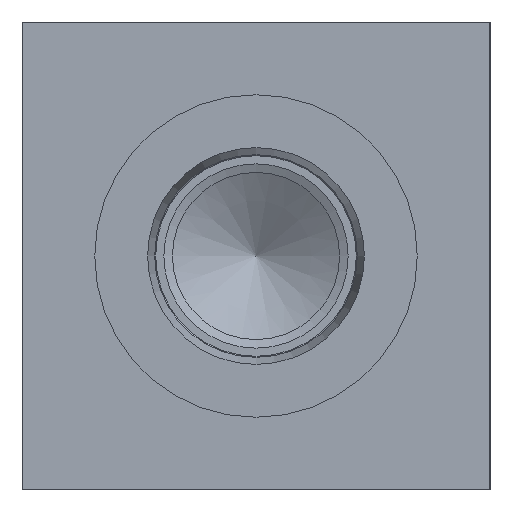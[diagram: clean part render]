
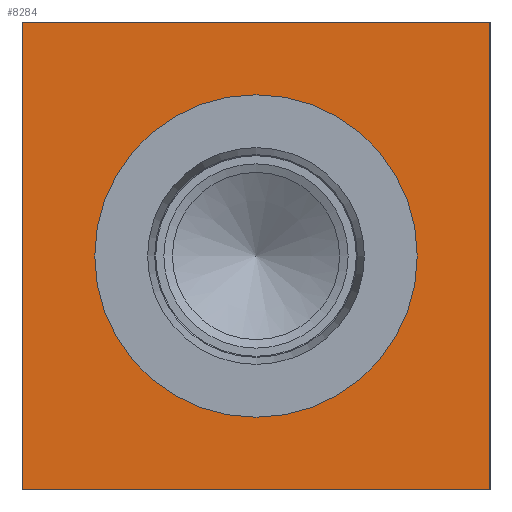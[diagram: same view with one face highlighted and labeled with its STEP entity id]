
A CAD part, left-side view. The second image highlights one B-rep face of the part: STEP entity #8284.
In plain terms, the highlighted planar face has unit normal (-1, 0, 0).
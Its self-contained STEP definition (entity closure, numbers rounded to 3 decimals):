
#260=CIRCLE('',#8759,15.316);
#261=CIRCLE('',#8760,15.316);
#319=FACE_BOUND('',#1449,.T.);
#543=PLANE('',#8773);
#971=FACE_OUTER_BOUND('',#1448,.T.);
#1448=EDGE_LOOP('',(#7374,#7375,#7376,#7377));
#1449=EDGE_LOOP('',(#7378,#7379));
#1727=LINE('',#13035,#2437);
#2167=LINE('',#14564,#2877);
#2168=LINE('',#14565,#2878);
#2169=LINE('',#14566,#2879);
#2437=VECTOR('',#9157,10.);
#2877=VECTOR('',#10423,10.);
#2878=VECTOR('',#10424,10.);
#2879=VECTOR('',#10425,10.);
#3493=VERTEX_POINT('',#13028);
#3496=VERTEX_POINT('',#13033);
#3921=VERTEX_POINT('',#14533);
#3922=VERTEX_POINT('',#14534);
#3931=VERTEX_POINT('',#14562);
#3932=VERTEX_POINT('',#14563);
#4439=EDGE_CURVE('',#3496,#3493,#1727,.T.);
#5073=EDGE_CURVE('',#3921,#3922,#260,.T.);
#5074=EDGE_CURVE('',#3922,#3921,#261,.T.);
#5087=EDGE_CURVE('',#3931,#3932,#2167,.T.);
#5088=EDGE_CURVE('',#3932,#3493,#2168,.T.);
#5089=EDGE_CURVE('',#3931,#3496,#2169,.T.);
#7374=ORIENTED_EDGE('',*,*,#5087,.T.);
#7375=ORIENTED_EDGE('',*,*,#5088,.T.);
#7376=ORIENTED_EDGE('',*,*,#4439,.F.);
#7377=ORIENTED_EDGE('',*,*,#5089,.F.);
#7378=ORIENTED_EDGE('',*,*,#5073,.T.);
#7379=ORIENTED_EDGE('',*,*,#5074,.T.);
#8284=ADVANCED_FACE('',(#971,#319),#543,.T.);
#8759=AXIS2_PLACEMENT_3D('',#14535,#10389,#10390);
#8760=AXIS2_PLACEMENT_3D('',#14536,#10391,#10392);
#8773=AXIS2_PLACEMENT_3D('',#14561,#10421,#10422);
#9157=DIRECTION('',(0.,-1.,0.));
#10389=DIRECTION('center_axis',(1.,0.,0.));
#10390=DIRECTION('ref_axis',(0.,0.,1.));
#10391=DIRECTION('center_axis',(1.,0.,0.));
#10392=DIRECTION('ref_axis',(0.,0.,1.));
#10421=DIRECTION('center_axis',(-1.,0.,0.));
#10422=DIRECTION('ref_axis',(0.,-1.,0.));
#10423=DIRECTION('',(0.,-1.,0.));
#10424=DIRECTION('',(0.,0.,1.));
#10425=DIRECTION('',(0.,0.,1.));
#13028=CARTESIAN_POINT('',(0.,0.,44.45));
#13033=CARTESIAN_POINT('',(0.,44.45,44.45));
#13035=CARTESIAN_POINT('',(0.,44.45,44.45));
#14533=CARTESIAN_POINT('',(0.,22.225,37.541));
#14534=CARTESIAN_POINT('',(0.,22.225,6.909));
#14535=CARTESIAN_POINT('Origin',(0.,22.225,22.225));
#14536=CARTESIAN_POINT('Origin',(0.,22.225,22.225));
#14561=CARTESIAN_POINT('Origin',(0.,44.45,0.));
#14562=CARTESIAN_POINT('',(0.,44.45,0.));
#14563=CARTESIAN_POINT('',(0.,0.,0.));
#14564=CARTESIAN_POINT('',(0.,44.45,0.));
#14565=CARTESIAN_POINT('',(0.,0.,0.));
#14566=CARTESIAN_POINT('',(0.,44.45,0.));
